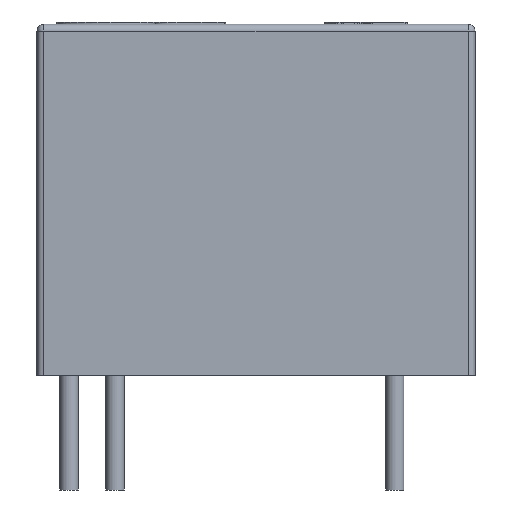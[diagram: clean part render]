
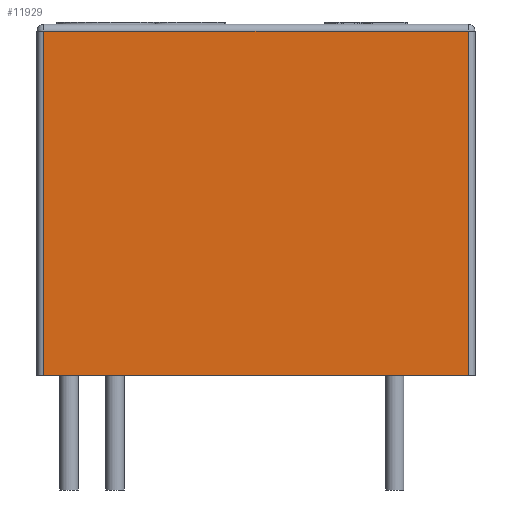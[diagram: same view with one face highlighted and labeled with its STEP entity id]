
A CAD part, front view. The second image highlights one B-rep face of the part: STEP entity #11929.
In plain terms, the highlighted planar face has unit normal (0, -1, 0).
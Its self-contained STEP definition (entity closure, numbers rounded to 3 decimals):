
#11929 = ADVANCED_FACE('',(#11930),#11964,.F.);
#11930 = FACE_BOUND('',#11931,.T.);
#11931 = EDGE_LOOP('',(#11932,#11942,#11950,#11958));
#11932 = ORIENTED_EDGE('',*,*,#11933,.T.);
#11933 = EDGE_CURVE('',#11934,#11936,#11938,.T.);
#11934 = VERTEX_POINT('',#11935);
#11935 = CARTESIAN_POINT('',(-9.25,-7.75,0.));
#11936 = VERTEX_POINT('',#11937);
#11937 = CARTESIAN_POINT('',(9.25,-7.75,0.));
#11938 = LINE('',#11939,#11940);
#11939 = CARTESIAN_POINT('',(-9.55,-7.75,0.));
#11940 = VECTOR('',#11941,1.);
#11941 = DIRECTION('',(1.,0.,0.));
#11942 = ORIENTED_EDGE('',*,*,#11943,.T.);
#11943 = EDGE_CURVE('',#11936,#11944,#11946,.T.);
#11944 = VERTEX_POINT('',#11945);
#11945 = CARTESIAN_POINT('',(9.25,-7.75,15.));
#11946 = LINE('',#11947,#11948);
#11947 = CARTESIAN_POINT('',(9.25,-7.75,15.3));
#11948 = VECTOR('',#11949,1.);
#11949 = DIRECTION('',(-0.,-0.,1.));
#11950 = ORIENTED_EDGE('',*,*,#11951,.T.);
#11951 = EDGE_CURVE('',#11944,#11952,#11954,.T.);
#11952 = VERTEX_POINT('',#11953);
#11953 = CARTESIAN_POINT('',(-9.25,-7.75,15.));
#11954 = LINE('',#11955,#11956);
#11955 = CARTESIAN_POINT('',(-9.55,-7.75,15.));
#11956 = VECTOR('',#11957,1.);
#11957 = DIRECTION('',(-1.,0.,-0.));
#11958 = ORIENTED_EDGE('',*,*,#11959,.T.);
#11959 = EDGE_CURVE('',#11952,#11934,#11960,.T.);
#11960 = LINE('',#11961,#11962);
#11961 = CARTESIAN_POINT('',(-9.25,-7.75,15.3));
#11962 = VECTOR('',#11963,1.);
#11963 = DIRECTION('',(-0.,0.,-1.));
#11964 = PLANE('',#11965);
#11965 = AXIS2_PLACEMENT_3D('',#11966,#11967,#11968);
#11966 = CARTESIAN_POINT('',(-9.55,-7.75,15.3));
#11967 = DIRECTION('',(0.,1.,0.));
#11968 = DIRECTION('',(0.,-0.,1.));
